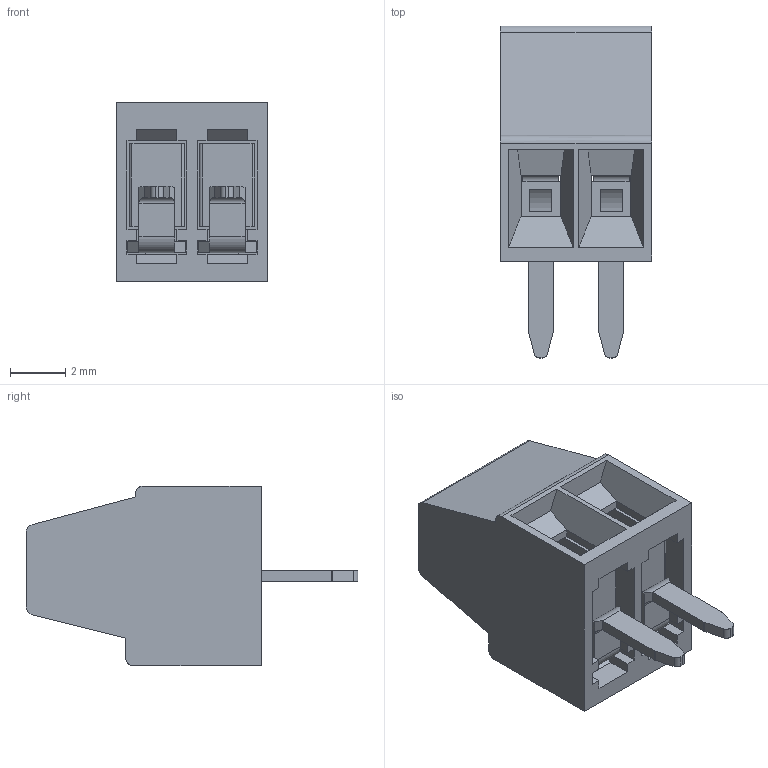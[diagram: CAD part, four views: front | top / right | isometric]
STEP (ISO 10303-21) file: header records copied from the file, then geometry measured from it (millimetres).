
FILE_DESCRIPTION((''),'2;1');
FILE_NAME('VN2P','2013-08-28T',('design'),(''),'PRO/ENGINEER BY PARAMETRIC TECHNOLOGY CORPORATION, 2008380','PRO/ENGINEER BY PARAMETRIC TECHNOLOGY CORPORATION, 2008380','');
FILE_SCHEMA(('CONFIG_CONTROL_DESIGN'));
Length unit declared in the file: millimetre
Products named in the file (1): VN2P
Bounding box: 5.48 x 12 x 6.5 mm (x, y, z)
Volume: 167.5 mm3; surface area: 704.3 mm2
Topology: 3 solids, 3 shells, 406 faces, 1102 edges, 718 vertices
Faces by surface type: plane 264, cylinder 62, bspline 50, cone 12, torus 12, extrusion 6
Entity records: 18589 total; most frequent: CARTESIAN_POINT 8657, ORIENTED_EDGE 2204, DIRECTION 1772, EDGE_CURVE 1102, VECTOR 776, LINE 770, VERTEX_POINT 718, AXIS2_PLACEMENT_3D 498
